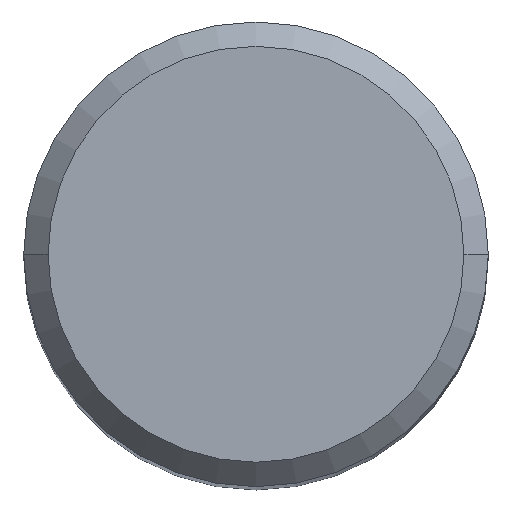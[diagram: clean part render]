
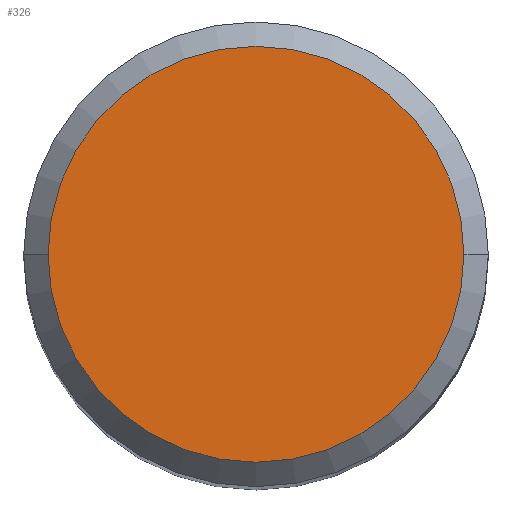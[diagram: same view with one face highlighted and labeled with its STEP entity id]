
A CAD part, top view. The second image highlights one B-rep face of the part: STEP entity #326.
In plain terms, the highlighted planar face has unit normal (0, 0, 1).
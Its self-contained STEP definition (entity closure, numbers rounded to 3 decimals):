
#75=PLANE('',#1530);
#326=ADVANCED_FACE('',(#404),#75,.T.);
#404=FACE_OUTER_BOUND('',#485,.T.);
#485=EDGE_LOOP('',(#788,#789,#790));
#788=ORIENTED_EDGE('',*,*,#1205,.F.);
#789=ORIENTED_EDGE('',*,*,#1203,.F.);
#790=ORIENTED_EDGE('',*,*,#1202,.F.);
#1030=VERTEX_POINT('',#2599);
#1031=VERTEX_POINT('',#2601);
#1032=VERTEX_POINT('',#2603);
#1202=EDGE_CURVE('',#1030,#1031,#1321,.T.);
#1203=EDGE_CURVE('',#1031,#1032,#1322,.T.);
#1205=EDGE_CURVE('',#1032,#1030,#1323,.T.);
#1321=CIRCLE('',#1523,8.525);
#1322=CIRCLE('',#1524,8.525);
#1323=CIRCLE('',#1526,8.525);
#1523=AXIS2_PLACEMENT_3D('',#2600,#1850,#1851);
#1524=AXIS2_PLACEMENT_3D('',#2602,#1852,#1853);
#1526=AXIS2_PLACEMENT_3D('',#2606,#1857,#1858);
#1530=AXIS2_PLACEMENT_3D('',#2610,#1865,#1866);
#1850=DIRECTION('',(0.,0.,-1.));
#1851=DIRECTION('',(1.,0.,0.));
#1852=DIRECTION('',(0.,0.,-1.));
#1853=DIRECTION('',(0.,-1.,0.));
#1857=DIRECTION('',(0.,0.,-1.));
#1858=DIRECTION('',(-1.,0.,0.));
#1865=DIRECTION('',(0.,0.,1.));
#1866=DIRECTION('',(-1.,0.,0.));
#2599=CARTESIAN_POINT('',(8.525,0.,0.));
#2600=CARTESIAN_POINT('',(0.,0.,0.));
#2601=CARTESIAN_POINT('',(0.,-8.525,0.));
#2602=CARTESIAN_POINT('',(0.,0.,0.));
#2603=CARTESIAN_POINT('',(-8.525,0.,0.));
#2606=CARTESIAN_POINT('',(0.,0.,0.));
#2610=CARTESIAN_POINT('',(0.,0.001,0.));
